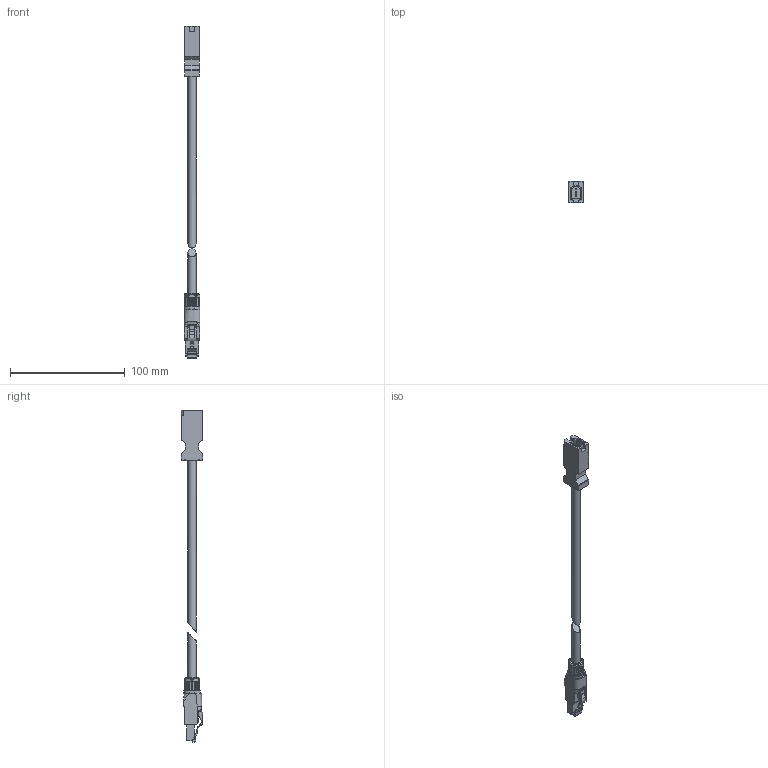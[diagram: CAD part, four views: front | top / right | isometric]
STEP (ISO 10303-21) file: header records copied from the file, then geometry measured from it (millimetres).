
FILE_DESCRIPTION(/* description */ ('STEP AP214'),/* implementation_level */ '2;1');
FILE_NAME(/* name */ '8097197_NEFM-REG6-K-0_5-R3G8',/* time_stamp */ '2024-09-12T22:21:14+02:00',/* author */ ('License CC BY-ND 4.0'),/* organization */ ('CADENAS'),/* preprocessor_version */ 'ST-DEVELOPER v19.3',/* originating_system */ 'PARTsolutions',/* authorisation */ ' ');
FILE_SCHEMA (('AUTOMOTIVE_DESIGN {1 0 10303 214 3 1 1}'));
Length unit declared in the file: millimetre
Products named in the file (3): 8097197 NEFM-REG6-K-0.5-R3G8---(high); 8097197 NEFM-REG6-K-0.5-R3G8---(highp1); 8097197 NEFM-REG6-K-0.5-R3G8---(highp2)
Assembly tree (2 placements, depth 2):
  8097197 NEFM-REG6-K-0.5-R3G8---(high)
    8097197 NEFM-REG6-K-0.5-R3G8---(highp1)
    8097197 NEFM-REG6-K-0.5-R3G8---(highp2)
Bounding box: 13.9 x 18.8 x 288.9 mm (x, y, z)
Volume: 23854.5 mm3; surface area: 11765 mm2
Topology: 2 solids, 2 shells, 358 faces, 1037 edges, 694 vertices
Faces by surface type: plane 268, cylinder 84, torus 3, bspline 2, cone 1
Full cylindrical faces by diameter (mm): 7 x2, 13 x2, 13.9 x1
Entity records: 14403 total; most frequent: CARTESIAN_POINT 2281, ORIENTED_EDGE 2044, DIRECTION 1944, EDGE_CURVE 1022, LINE 778, VECTOR 778, VERTEX_POINT 688, AXIS2_PLACEMENT_3D 583
